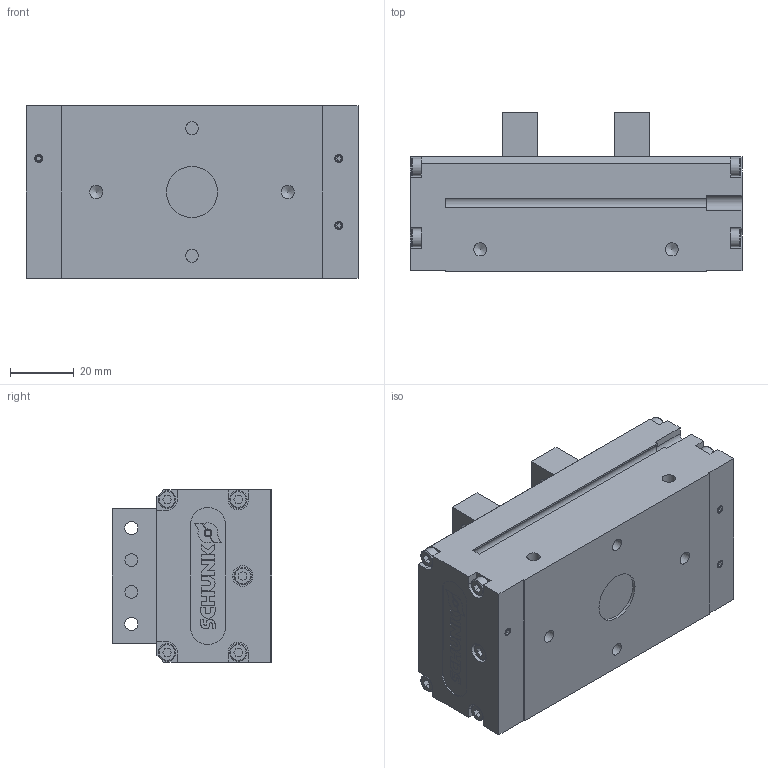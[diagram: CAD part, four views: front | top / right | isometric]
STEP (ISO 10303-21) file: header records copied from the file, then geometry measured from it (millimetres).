
FILE_DESCRIPTION( ( 'STEP AP214' ), '1' );
FILE_NAME( 'SCHUNK-1343468 MPC 120,0ohneohne.stp', '2020-05-14T14:03:35', ( 'License CC BY-ND 4.0' ), ( 'CADENAS' ), ' ', 'PARTsolutions', ' ' );
FILE_SCHEMA( ( 'AUTOMOTIVE_DESIGN { 1 0 10303 214 1 1 1 1 }' ) );
Length unit declared in the file: millimetre
Products named in the file (5): SCHUNK-1343468 MPC 120,0ohneohne; _SCHUNK-1343468 MPC 120 Dummy, 0ohneohne; _SCHUNK-- Gehaeuse MPC 120; _SCHUNK-9905503 Typenschild 11x43x0.3; _SCHUNK-- Grundbacke MPC 120
Assembly tree (5 placements, depth 2):
  SCHUNK-1343468 MPC 120,0ohneohne
    _SCHUNK-1343468 MPC 120 Dummy, 0ohneohne
    _SCHUNK-- Gehaeuse MPC 120
    _SCHUNK-9905503 Typenschild 11x43x0.3
    _SCHUNK-- Grundbacke MPC 120  x2
Bounding box: 104 x 50 x 54 mm (x, y, z)
Volume: 193202.3 mm3; surface area: 55065.2 mm2
Topology: 4 solids, 4 shells, 417 faces, 1053 edges, 695 vertices
Faces by surface type: plane 315, cylinder 80, cone 12, torus 10
Full cylindrical faces by diameter (mm): 1.776 x1, 2.5 x6, 4 x8, 4.134 x12, 5.5 x10, 6.4 x2, 16 x1
Entity records: 14688 total; most frequent: CARTESIAN_POINT 1991, DIRECTION 1902, ORIENTED_EDGE 1868, EDGE_CURVE 934, LINE 766, VECTOR 766, VERTEX_POINT 656, AXIS2_PLACEMENT_3D 568
